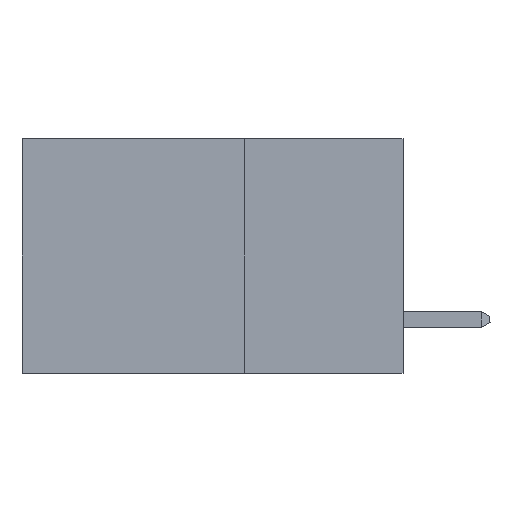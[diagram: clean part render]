
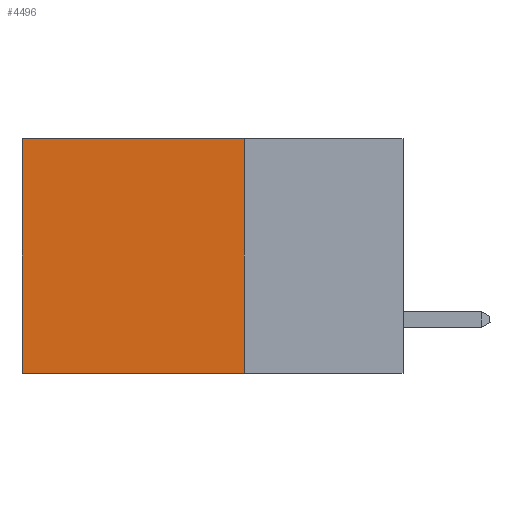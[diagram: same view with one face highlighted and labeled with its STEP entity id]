
A CAD part, left-side view. The second image highlights one B-rep face of the part: STEP entity #4496.
In plain terms, the highlighted planar face has unit normal (-1, 0, 0).
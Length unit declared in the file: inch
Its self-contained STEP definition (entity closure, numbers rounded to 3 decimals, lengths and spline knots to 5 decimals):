
#131 = CARTESIAN_POINT ( 'NONE',  ( 0.2875, 0.25, 0. ) ) ;
#389 = DIRECTION ( 'NONE',  ( 0., 1., 0. ) ) ;
#1492 = PLANE ( 'NONE',  #7542 ) ;
#2919 = VECTOR ( 'NONE', #20887, 39.37008 ) ;
#2960 = EDGE_CURVE ( 'NONE', #16328, #23612, #4467, .T. ) ;
#3846 = VECTOR ( 'NONE', #15731, 39.37008 ) ;
#4135 = VECTOR ( 'NONE', #389, 39.37008 ) ;
#4340 = CARTESIAN_POINT ( 'NONE',  ( 0.2875, 0.25, 0. ) ) ;
#4467 = LINE ( 'NONE', #131, #4135 ) ;
#4496 = ADVANCED_FACE ( 'NONE', ( #23517 ), #1492, .F. ) ;
#6376 = LINE ( 'NONE', #7703, #15884 ) ;
#6707 = CARTESIAN_POINT ( 'NONE',  ( 0.2875, 0.25, -0.37 ) ) ;
#7542 = AXIS2_PLACEMENT_3D ( 'NONE', #4340, #23838, #23217 ) ;
#7703 = CARTESIAN_POINT ( 'NONE',  ( 0.2875, 0.25, -0.37 ) ) ;
#9824 = EDGE_CURVE ( 'NONE', #23612, #10729, #18321, .T. ) ;
#10729 = VERTEX_POINT ( 'NONE', #14128 ) ;
#11506 = CARTESIAN_POINT ( 'NONE',  ( 0.2875, 0.6, 0. ) ) ;
#12708 = LINE ( 'NONE', #24496, #2919 ) ;
#13505 = ORIENTED_EDGE ( 'NONE', *, *, #16958, .F. ) ;
#14128 = CARTESIAN_POINT ( 'NONE',  ( 0.2875, 0.6, -0.37 ) ) ;
#14832 = VERTEX_POINT ( 'NONE', #6707 ) ;
#15171 = EDGE_CURVE ( 'NONE', #14832, #10729, #6376, .T. ) ;
#15731 = DIRECTION ( 'NONE',  ( 0., 0., -1. ) ) ;
#15884 = VECTOR ( 'NONE', #23462, 39.37008 ) ;
#16328 = VERTEX_POINT ( 'NONE', #20707 ) ;
#16724 = ORIENTED_EDGE ( 'NONE', *, *, #15171, .F. ) ;
#16958 = EDGE_CURVE ( 'NONE', #16328, #14832, #12708, .T. ) ;
#17485 = CARTESIAN_POINT ( 'NONE',  ( 0.2875, 0.6, 0. ) ) ;
#18321 = LINE ( 'NONE', #11506, #3846 ) ;
#20425 = ORIENTED_EDGE ( 'NONE', *, *, #2960, .T. ) ;
#20707 = CARTESIAN_POINT ( 'NONE',  ( 0.2875, 0.25, 0. ) ) ;
#20887 = DIRECTION ( 'NONE',  ( 0., 0., -1. ) ) ;
#20891 = EDGE_LOOP ( 'NONE', ( #24950, #16724, #13505, #20425 ) ) ;
#23217 = DIRECTION ( 'NONE',  ( 0., 0., -1. ) ) ;
#23462 = DIRECTION ( 'NONE',  ( 0., 1., 0. ) ) ;
#23517 = FACE_OUTER_BOUND ( 'NONE', #20891, .T. ) ;
#23612 = VERTEX_POINT ( 'NONE', #17485 ) ;
#23838 = DIRECTION ( 'NONE',  ( 1., 0., 0. ) ) ;
#24496 = CARTESIAN_POINT ( 'NONE',  ( 0.2875, 0.25, 0. ) ) ;
#24950 = ORIENTED_EDGE ( 'NONE', *, *, #9824, .T. ) ;
